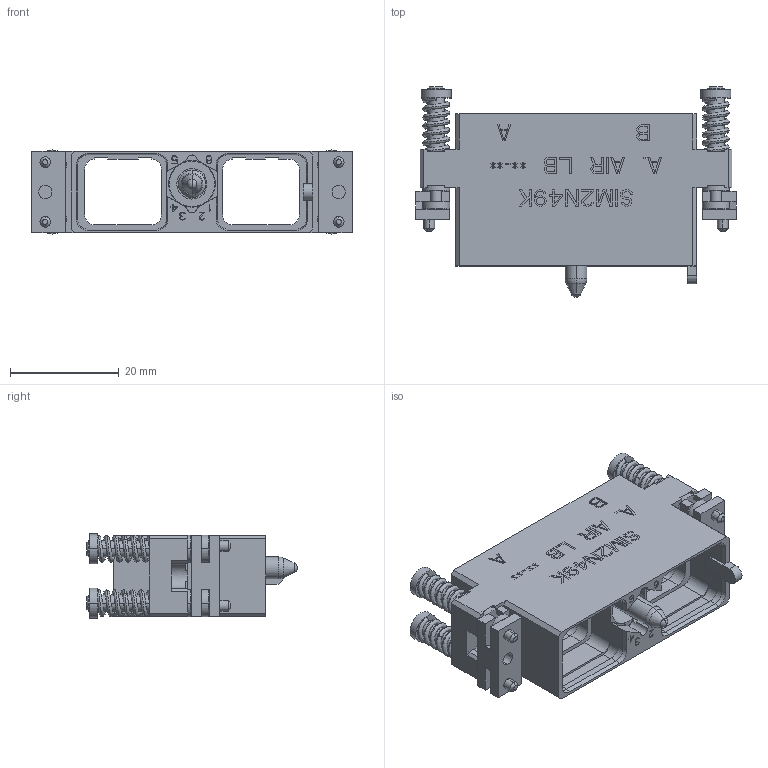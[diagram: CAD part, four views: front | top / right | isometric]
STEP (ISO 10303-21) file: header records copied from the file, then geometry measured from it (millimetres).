
FILE_DESCRIPTION((''),'2;1');
FILE_NAME('SIM2N49K','2019-09-11T',('presta_be4'),(''),'PRO/ENGINEER BY PARAMETRIC TECHNOLOGY CORPORATION, 2014310','PRO/ENGINEER BY PARAMETRIC TECHNOLOGY CORPORATION, 2014310','');
FILE_SCHEMA(('CONFIG_CONTROL_DESIGN'));
Products named in the file (1): SIM2N49K
Bounding box: 59.02 x 38.74 x 15.5 mm (x, y, z)
Volume: 8571.3 mm3; surface area: 12426.1 mm2
Topology: 1 solids, 1 shells, 1391 faces, 3856 edges, 2501 vertices
Faces by surface type: plane 1063, cylinder 262, cone 46, bspline 16, sphere 4
Entity records: 57726 total; most frequent: CARTESIAN_POINT 21518, ORIENTED_EDGE 7708, DIRECTION 7316, EDGE_CURVE 3854, VECTOR 3028, LINE 3028, VERTEX_POINT 2502, AXIS2_PLACEMENT_3D 2144
